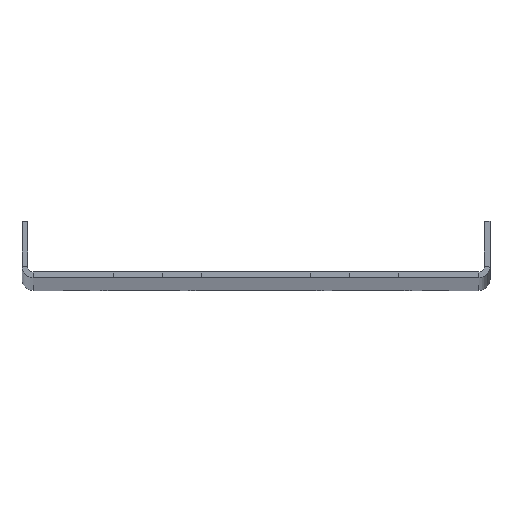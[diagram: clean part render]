
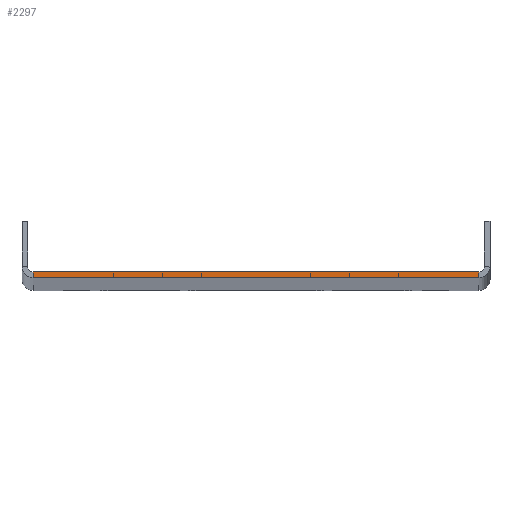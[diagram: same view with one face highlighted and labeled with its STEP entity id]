
A CAD part, top view. The second image highlights one B-rep face of the part: STEP entity #2297.
In plain terms, the highlighted planar face has unit normal (0, 0, 1).
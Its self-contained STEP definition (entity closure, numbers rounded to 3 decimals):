
#37=DIRECTION('',(0.,1.,0.));
#38=VECTOR('',#37,1.5);
#39=CARTESIAN_POINT('',(59.5,0.,2000.));
#40=LINE('',#39,#38);
#521=DIRECTION('',(0.,1.,0.));
#522=VECTOR('',#521,1.5);
#523=CARTESIAN_POINT('',(-59.5,0.,2000.));
#524=LINE('',#523,#522);
#525=DIRECTION('',(1.,0.,0.));
#526=VECTOR('',#525,119.);
#527=CARTESIAN_POINT('',(-59.5,1.5,2000.));
#528=LINE('',#527,#526);
#529=DIRECTION('',(1.,0.,0.));
#530=VECTOR('',#529,119.);
#531=CARTESIAN_POINT('',(-59.5,0.,2000.));
#532=LINE('',#531,#530);
#1466=CARTESIAN_POINT('',(59.5,0.,2000.));
#1468=VERTEX_POINT('',#1466);
#1469=CARTESIAN_POINT('',(-59.5,0.,2000.));
#1471=VERTEX_POINT('',#1469);
#1474=CARTESIAN_POINT('',(59.5,1.5,2000.));
#1476=VERTEX_POINT('',#1474);
#1477=CARTESIAN_POINT('',(-59.5,1.5,2000.));
#1479=VERTEX_POINT('',#1477);
#2284=CARTESIAN_POINT('',(0.,0.75,2000.));
#2285=DIRECTION('',(0.,0.,-1.));
#2286=DIRECTION('',(1.,0.,0.));
#2287=AXIS2_PLACEMENT_3D('',#2284,#2285,#2286);
#2288=PLANE('',#2287);
#2290=ORIENTED_EDGE('',*,*,#2289,.T.);
#2291=ORIENTED_EDGE('',*,*,#2031,.T.);
#2292=ORIENTED_EDGE('',*,*,#1976,.F.);
#2294=ORIENTED_EDGE('',*,*,#2293,.F.);
#2295=EDGE_LOOP('',(#2290,#2291,#2292,#2294));
#2296=FACE_OUTER_BOUND('',#2295,.F.);
#2297=ADVANCED_FACE('',(#2296),#2288,.F.);
#1976=EDGE_CURVE('',#1468,#1476,#40,.T.);
#2031=EDGE_CURVE('',#1479,#1476,#528,.T.);
#2289=EDGE_CURVE('',#1471,#1479,#524,.T.);
#2293=EDGE_CURVE('',#1471,#1468,#532,.T.);
